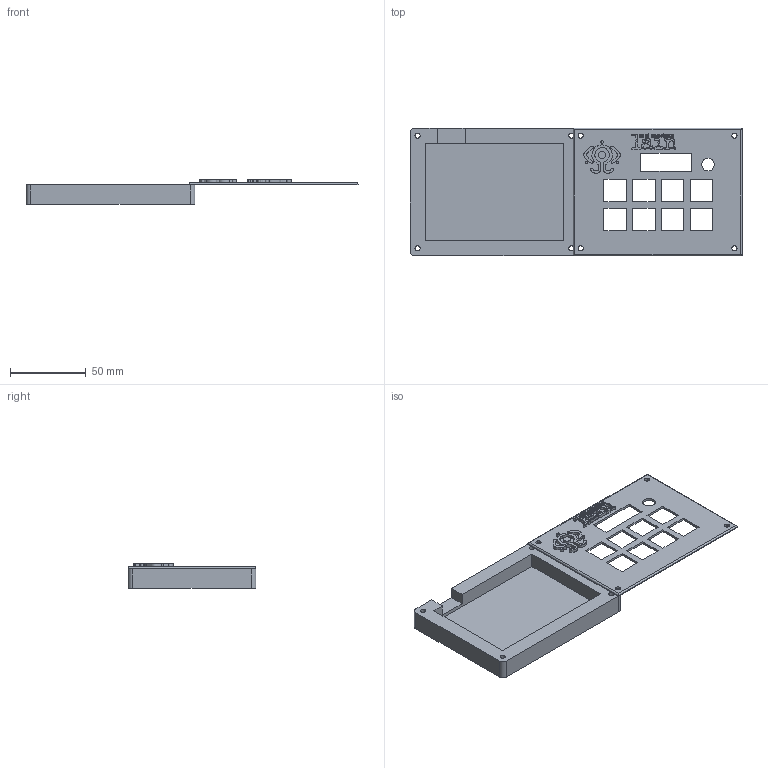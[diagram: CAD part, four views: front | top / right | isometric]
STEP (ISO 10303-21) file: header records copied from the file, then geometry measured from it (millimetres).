
FILE_DESCRIPTION(/* description */ ('STEP AP242 Edition 2','CAx-IF Rec.Pracs.---Representation and Presentation of Product Manufacturing Information (PMI)---4.0---2014-10-13','CAx-IF Rec.Pracs.---3D Tessellated Geometry---0.4---2014-09-14','2;1','CAx-IF Rec.Pracs.---User Defined Attributes---1.5---2016-08-15'),/* implementation_level */ '2;1');
FILE_NAME(/* name */ '695861b6cbfb2d138c1d162b',/* time_stamp */ '2026-01-03T00:24:22Z',/* author */ (''),/* organization */ (''),/* preprocessor_version */ 'ST-DEVELOPER v20',/* originating_system */ 'ONSHAPE BY PTC INC, 1.208',/* authorisation */ ' ');
FILE_SCHEMA (('AP242_MANAGED_MODEL_BASED_3D_ENGINEERING_MIM_LF { 1 0 10303 442 3 1 4 }'));
Length unit declared in the file: metre
Products named in the file (2): Base; Top
Bounding box: 219.5 x 84.42 x 16.5 mm (x, y, z)
Volume: 72563 mm3; surface area: 44174.3 mm2
Topology: 2 solids, 2 shells, 203 faces, 467 edges, 310 vertices
Faces by surface type: plane 144, bspline 33, cylinder 26
Full cylindrical faces by diameter (mm): 1.759 x2, 1.814 x1, 2.129 x1, 3.4 x8, 4.911 x1, 6 x4, 8.263 x1
Entity records: 8288 total; most frequent: CARTESIAN_POINT 3654, ORIENTED_EDGE 836, DIRECTION 744, EDGE_CURVE 418, EDGE_LOOP 330, FACE_BOUND 330, VERTEX_POINT 310, LINE 304
